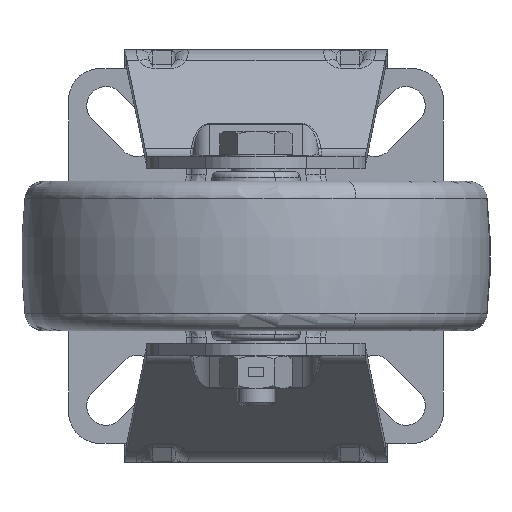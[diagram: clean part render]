
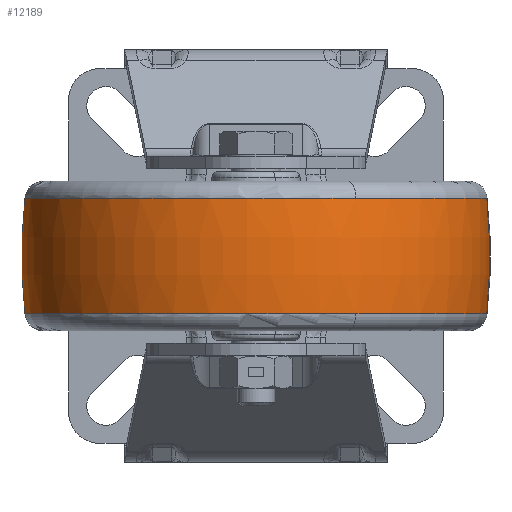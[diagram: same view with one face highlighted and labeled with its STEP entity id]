
A CAD part, front view. The second image highlights one B-rep face of the part: STEP entity #12189.
In plain terms, the highlighted toroidal (fillet/blend) face has major radius 62.5 mm and minor radius 100 mm.
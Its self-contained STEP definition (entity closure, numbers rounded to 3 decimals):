
#564 = CIRCLE ( 'NONE', #20749, 37.069 ) ;
#1623 = EDGE_LOOP ( 'NONE', ( #6778, #20967, #25106, #11238, #2462, #17960 ) ) ;
#2033 = CARTESIAN_POINT ( 'NONE',  ( 36.918, -66.834, 9.278 ) ) ;
#2121 = DIRECTION ( 'NONE',  ( 0., 0., 1. ) ) ;
#2462 = ORIENTED_EDGE ( 'NONE', *, *, #25969, .F. ) ;
#2868 = DIRECTION ( 'NONE',  ( 0., 0., 1. ) ) ;
#2944 = VERTEX_POINT ( 'NONE', #6738 ) ;
#3488 = CARTESIAN_POINT ( 'NONE',  ( 0., -63.5, 0. ) ) ;
#4264 = CIRCLE ( 'NONE', #27707, 37.069 ) ;
#4851 = EDGE_CURVE ( 'NONE', #2944, #20146, #27400, .T. ) ;
#4940 = EDGE_CURVE ( 'NONE', #5973, #21827, #20374, .T. ) ;
#5635 = DIRECTION ( 'NONE',  ( 0.436, -0.9, 0. ) ) ;
#5973 = VERTEX_POINT ( 'NONE', #28419 ) ;
#6738 = CARTESIAN_POINT ( 'NONE',  ( 36.918, -66.834, -9.278 ) ) ;
#6778 = ORIENTED_EDGE ( 'NONE', *, *, #4940, .F. ) ;
#7208 = TOROIDAL_SURFACE ( 'NONE', #8150, -62.5, 100. ) ;
#7375 = EDGE_CURVE ( 'NONE', #16226, #2944, #564, .T. ) ;
#8150 = AXIS2_PLACEMENT_3D ( 'NONE', #3488, #26147, #25841 ) ;
#9174 = EDGE_CURVE ( 'NONE', #21827, #19699, #28161, .T. ) ;
#9629 = DIRECTION ( 'NONE',  ( 0.436, -0.9, 0. ) ) ;
#10103 = DIRECTION ( 'NONE',  ( 0.436, -0.9, 0. ) ) ;
#11223 = DIRECTION ( 'NONE',  ( 0.09, 0.996, 0. ) ) ;
#11238 = ORIENTED_EDGE ( 'NONE', *, *, #4851, .T. ) ;
#11796 = CARTESIAN_POINT ( 'NONE',  ( 16., -96.938, -9.278 ) ) ;
#11797 = DIRECTION ( 'NONE',  ( -0.09, -0.996, 0. ) ) ;
#12189 = ADVANCED_FACE ( 'NONE', ( #25991 ), #7208, .T. ) ;
#12829 = DIRECTION ( 'NONE',  ( 0.436, -0.9, 0. ) ) ;
#13591 = DIRECTION ( 'NONE',  ( -0.996, 0.09, 0. ) ) ;
#15499 = DIRECTION ( 'NONE',  ( 0., 0., 1. ) ) ;
#15681 = CARTESIAN_POINT ( 'NONE',  ( 62.247, -69.122, 0. ) ) ;
#16226 = VERTEX_POINT ( 'NONE', #11796 ) ;
#16616 = AXIS2_PLACEMENT_3D ( 'NONE', #15681, #11223, #13591 ) ;
#16819 = CARTESIAN_POINT ( 'NONE',  ( 0., -63.5, -9.278 ) ) ;
#17021 = CARTESIAN_POINT ( 'NONE',  ( 0., -63.5, 9.278 ) ) ;
#17409 = CARTESIAN_POINT ( 'NONE',  ( 0., -63.5, 9.278 ) ) ;
#17875 = CARTESIAN_POINT ( 'NONE',  ( 16.007, -96.934, 9.278 ) ) ;
#17960 = ORIENTED_EDGE ( 'NONE', *, *, #9174, .F. ) ;
#18325 = CARTESIAN_POINT ( 'NONE',  ( -62.247, -57.878, 0. ) ) ;
#19699 = VERTEX_POINT ( 'NONE', #17875 ) ;
#20146 = VERTEX_POINT ( 'NONE', #2033 ) ;
#20202 = AXIS2_PLACEMENT_3D ( 'NONE', #17409, #15499, #12829 ) ;
#20374 = CIRCLE ( 'NONE', #16616, 100. ) ;
#20749 = AXIS2_PLACEMENT_3D ( 'NONE', #16819, #28133, #5635 ) ;
#20967 = ORIENTED_EDGE ( 'NONE', *, *, #28119, .T. ) ;
#21827 = VERTEX_POINT ( 'NONE', #28597 ) ;
#23212 = AXIS2_PLACEMENT_3D ( 'NONE', #18325, #11797, #27258 ) ;
#24053 = CIRCLE ( 'NONE', #25442, 37.069 ) ;
#25106 = ORIENTED_EDGE ( 'NONE', *, *, #7375, .T. ) ;
#25442 = AXIS2_PLACEMENT_3D ( 'NONE', #27995, #2868, #9629 ) ;
#25841 = DIRECTION ( 'NONE',  ( 0.996, -0.09, 0. ) ) ;
#25969 = EDGE_CURVE ( 'NONE', #19699, #20146, #4264, .T. ) ;
#25991 = FACE_OUTER_BOUND ( 'NONE', #1623, .T. ) ;
#26147 = DIRECTION ( 'NONE',  ( 0., 0., 1. ) ) ;
#27258 = DIRECTION ( 'NONE',  ( 0.996, -0.09, 0. ) ) ;
#27400 = CIRCLE ( 'NONE', #23212, 100. ) ;
#27707 = AXIS2_PLACEMENT_3D ( 'NONE', #17021, #2121, #10103 ) ;
#27995 = CARTESIAN_POINT ( 'NONE',  ( 0., -63.5, -9.278 ) ) ;
#28119 = EDGE_CURVE ( 'NONE', #5973, #16226, #24053, .T. ) ;
#28133 = DIRECTION ( 'NONE',  ( 0., 0., 1. ) ) ;
#28161 = CIRCLE ( 'NONE', #20202, 37.069 ) ;
#28419 = CARTESIAN_POINT ( 'NONE',  ( -36.918, -60.166, -9.278 ) ) ;
#28597 = CARTESIAN_POINT ( 'NONE',  ( -36.918, -60.166, 9.278 ) ) ;
